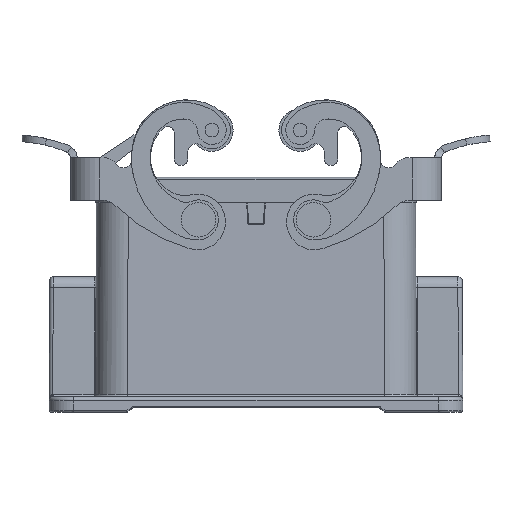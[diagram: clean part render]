
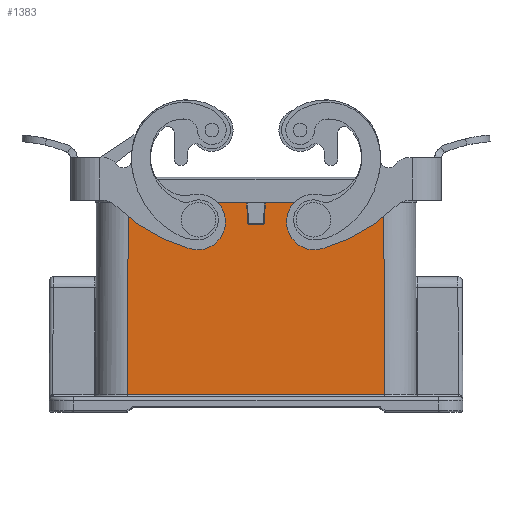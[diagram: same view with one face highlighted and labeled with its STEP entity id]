
A CAD part, left-side view. The second image highlights one B-rep face of the part: STEP entity #1383.
In plain terms, the highlighted planar face has unit normal (-1, 0, 0.004).
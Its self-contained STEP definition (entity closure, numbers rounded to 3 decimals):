
#98=FACE_BOUND('',#2713,.T.);
#99=FACE_BOUND('',#2714,.T.);
#100=FACE_BOUND('',#2715,.T.);
#333=ELLIPSE('',#10412,2.4,2.4);
#334=ELLIPSE('',#10413,2.4,2.4);
#335=ELLIPSE('',#10414,0.4,0.4);
#336=ELLIPSE('',#10415,0.4,0.4);
#1383=ADVANCED_FACE('',(#98,#99,#100),#1986,.T.);
#1986=PLANE('',#10416);
#2713=EDGE_LOOP('',(#3873));
#2714=EDGE_LOOP('',(#3874));
#2715=EDGE_LOOP('',(#3875,#3876,#3877,#3878,#3879,#3880,#3881,#3882,#3883,
#3884));
#3873=ORIENTED_EDGE('',*,*,#7845,.T.);
#3874=ORIENTED_EDGE('',*,*,#7846,.T.);
#3875=ORIENTED_EDGE('',*,*,#7847,.T.);
#3876=ORIENTED_EDGE('',*,*,#7751,.T.);
#3877=ORIENTED_EDGE('',*,*,#7848,.T.);
#3878=ORIENTED_EDGE('',*,*,#7849,.T.);
#3879=ORIENTED_EDGE('',*,*,#7850,.T.);
#3880=ORIENTED_EDGE('',*,*,#7851,.T.);
#3881=ORIENTED_EDGE('',*,*,#7852,.T.);
#3882=ORIENTED_EDGE('',*,*,#7853,.T.);
#3883=ORIENTED_EDGE('',*,*,#7854,.T.);
#3884=ORIENTED_EDGE('',*,*,#7855,.T.);
#6761=VERTEX_POINT('',#14503);
#6764=VERTEX_POINT('',#14536);
#6841=VERTEX_POINT('',#15066);
#6842=VERTEX_POINT('',#15068);
#6843=VERTEX_POINT('',#15070);
#6844=VERTEX_POINT('',#15072);
#6845=VERTEX_POINT('',#15074);
#6846=VERTEX_POINT('',#15076);
#6847=VERTEX_POINT('',#15078);
#6848=VERTEX_POINT('',#15080);
#6849=VERTEX_POINT('',#15082);
#6850=VERTEX_POINT('',#15084);
#7751=EDGE_CURVE('',#6761,#6764,#9235,.T.);
#7845=EDGE_CURVE('',#6841,#6841,#333,.T.);
#7846=EDGE_CURVE('',#6842,#6842,#334,.T.);
#7847=EDGE_CURVE('',#6843,#6761,#9260,.T.);
#7848=EDGE_CURVE('',#6764,#6844,#9261,.T.);
#7849=EDGE_CURVE('',#6844,#6845,#9262,.T.);
#7850=EDGE_CURVE('',#6845,#6846,#9263,.T.);
#7851=EDGE_CURVE('',#6846,#6847,#335,.T.);
#7852=EDGE_CURVE('',#6847,#6848,#9264,.T.);
#7853=EDGE_CURVE('',#6848,#6849,#336,.T.);
#7854=EDGE_CURVE('',#6849,#6850,#9265,.T.);
#7855=EDGE_CURVE('',#6850,#6843,#9266,.T.);
#9235=LINE('',#14537,#9805);
#9260=LINE('',#15069,#9830);
#9261=LINE('',#15071,#9831);
#9262=LINE('',#15073,#9832);
#9263=LINE('',#15075,#9833);
#9264=LINE('',#15079,#9834);
#9265=LINE('',#15083,#9835);
#9266=LINE('',#15085,#9836);
#9805=VECTOR('',#11535,1.);
#9830=VECTOR('',#11628,1.);
#9831=VECTOR('',#11629,1.);
#9832=VECTOR('',#11630,1.);
#9833=VECTOR('',#11631,1.);
#9834=VECTOR('',#11634,1.);
#9835=VECTOR('',#11637,1.);
#9836=VECTOR('',#11638,1.);
#10412=AXIS2_PLACEMENT_3D('',#15065,#11624,#11625);
#10413=AXIS2_PLACEMENT_3D('',#15067,#11626,#11627);
#10414=AXIS2_PLACEMENT_3D('',#15077,#11632,#11633);
#10415=AXIS2_PLACEMENT_3D('',#15081,#11635,#11636);
#10416=AXIS2_PLACEMENT_3D('',#15086,#11639,#11640);
#11535=DIRECTION('',(0.,-1.,0.));
#11624=DIRECTION('',(1.,0.,-0.004));
#11625=DIRECTION('',(-0.004,0.,-1.));
#11626=DIRECTION('',(1.,0.,-0.004));
#11627=DIRECTION('',(-0.004,0.,-1.));
#11628=DIRECTION('',(-0.004,0.004,-1.));
#11629=DIRECTION('',(0.004,0.004,1.));
#11630=DIRECTION('',(0.,1.,0.));
#11631=DIRECTION('',(-0.004,0.026,-1.));
#11632=DIRECTION('',(1.,0.,-0.004));
#11633=DIRECTION('',(-0.004,0.,-1.));
#11634=DIRECTION('',(0.,1.,0.));
#11635=DIRECTION('',(1.,0.,-0.004));
#11636=DIRECTION('',(-0.004,0.,-1.));
#11637=DIRECTION('',(0.004,0.026,1.));
#11638=DIRECTION('',(0.,1.,0.));
#11639=DIRECTION('',(-1.,0.,0.004));
#11640=DIRECTION('',(-0.004,0.,-1.));
#14503=CARTESIAN_POINT('',(-21.346,29.087,-22.102));
#14536=CARTESIAN_POINT('',(-21.346,-29.087,-22.102));
#14537=CARTESIAN_POINT('',(-21.346,-36.399,-22.102));
#15065=CARTESIAN_POINT('',(-21.174,13.,17.399));
#15066=CARTESIAN_POINT('',(-21.185,13.,14.999));
#15067=CARTESIAN_POINT('',(-21.174,-13.,17.399));
#15068=CARTESIAN_POINT('',(-21.185,-13.,14.999));
#15069=CARTESIAN_POINT('',(-21.159,28.899,20.951));
#15070=CARTESIAN_POINT('',(-21.157,28.898,21.2));
#15071=CARTESIAN_POINT('',(-21.159,-28.899,20.951));
#15072=CARTESIAN_POINT('',(-21.157,-28.898,21.2));
#15073=CARTESIAN_POINT('',(-21.157,-36.399,21.2));
#15074=CARTESIAN_POINT('',(-21.157,-2.067,21.2));
#15075=CARTESIAN_POINT('',(-21.177,-1.951,16.789));
#15076=CARTESIAN_POINT('',(-21.177,-1.951,16.79));
#15077=CARTESIAN_POINT('',(-21.177,-1.551,16.8));
#15078=CARTESIAN_POINT('',(-21.178,-1.551,16.4));
#15079=CARTESIAN_POINT('',(-21.178,1.551,16.4));
#15080=CARTESIAN_POINT('',(-21.178,1.551,16.4));
#15081=CARTESIAN_POINT('',(-21.177,1.551,16.8));
#15082=CARTESIAN_POINT('',(-21.177,1.951,16.79));
#15083=CARTESIAN_POINT('',(-21.163,2.035,19.978));
#15084=CARTESIAN_POINT('',(-21.157,2.067,21.2));
#15085=CARTESIAN_POINT('',(-21.157,-36.399,21.2));
#15086=CARTESIAN_POINT('',(-21.158,-36.399,20.984));
